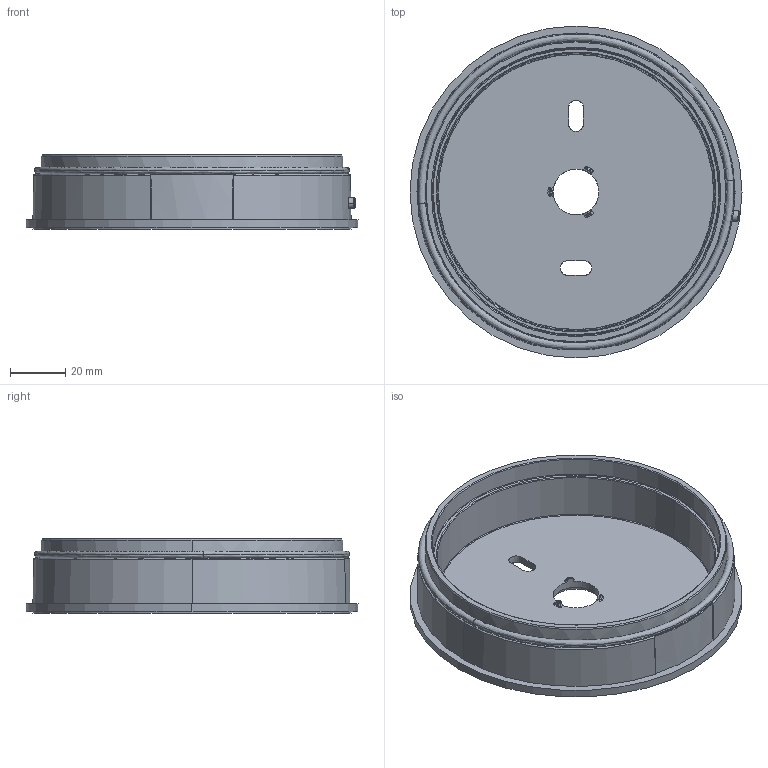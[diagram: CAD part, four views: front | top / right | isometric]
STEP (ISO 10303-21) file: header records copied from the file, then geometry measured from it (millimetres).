
FILE_DESCRIPTION (( 'STEP AP203' ), '1' );
FILE_NAME ('26270001.step', '2020-08-20T17:45:15', ( '' ), ( '' ), 'SwSTEP 2.0', 'SolidWorks 2019', '' );
FILE_SCHEMA (( 'CONFIG_CONTROL_DESIGN' ));
Length unit declared in the file: inch
Products named in the file (1): 26270001
Bounding box: 120 x 120 x 27 mm (x, y, z)
Volume: 85585.2 mm3; surface area: 40233.5 mm2
Topology: 1 solids, 1 shells, 129 faces, 325 edges, 196 vertices
Faces by surface type: bspline 57, cone 27, plane 24, cylinder 21
Entity records: 6764 total; most frequent: CARTESIAN_POINT 3992, ORIENTED_EDGE 626, DIRECTION 471, EDGE_CURVE 313, AXIS2_PLACEMENT_3D 202, VERTEX_POINT 196, EDGE_LOOP 145, CIRCLE 129
